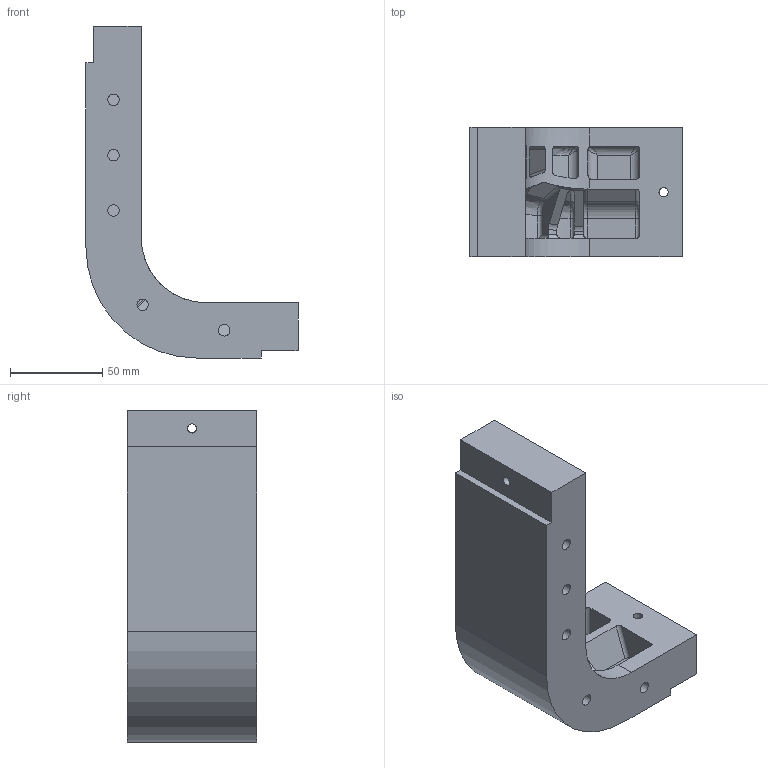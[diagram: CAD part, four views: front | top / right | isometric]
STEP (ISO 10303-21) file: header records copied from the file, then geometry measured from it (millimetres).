
FILE_DESCRIPTION(/* description */ (''),/* implementation_level */ '2;1');
FILE_NAME(/* name */ '',/* time_stamp */ '2025-10-12T02:24:19+03:00',/* author */ ('I9232'),/* organization */ (''),/* preprocessor_version */ 'ST-DEVELOPER v19.2',/* originating_system */ 'Autodesk Inventor 2023',/* authorisation */ '');
FILE_SCHEMA (('AUTOMOTIVE_DESIGN { 1 0 10303 214 3 1 1 }'));
Length unit declared in the file: millimetre
Products named in the file (1): Верхняя часть 
столба зада
Bounding box: 115 x 70 x 180 mm (x, y, z)
Volume: 310626.5 mm3; surface area: 83224.9 mm2
Topology: 1 solids, 1 shells, 287 faces, 736 edges, 463 vertices
Faces by surface type: cylinder 126, plane 92, bspline 42, torus 23, cone 4
Full cylindrical faces by diameter (mm): 5 x2, 6.1 x1, 6.2 x4
Entity records: 10124 total; most frequent: CARTESIAN_POINT 3281, DIRECTION 1419, ORIENTED_EDGE 1404, EDGE_CURVE 702, AXIS2_PLACEMENT_3D 532, VERTEX_POINT 422, LINE 355, VECTOR 355
